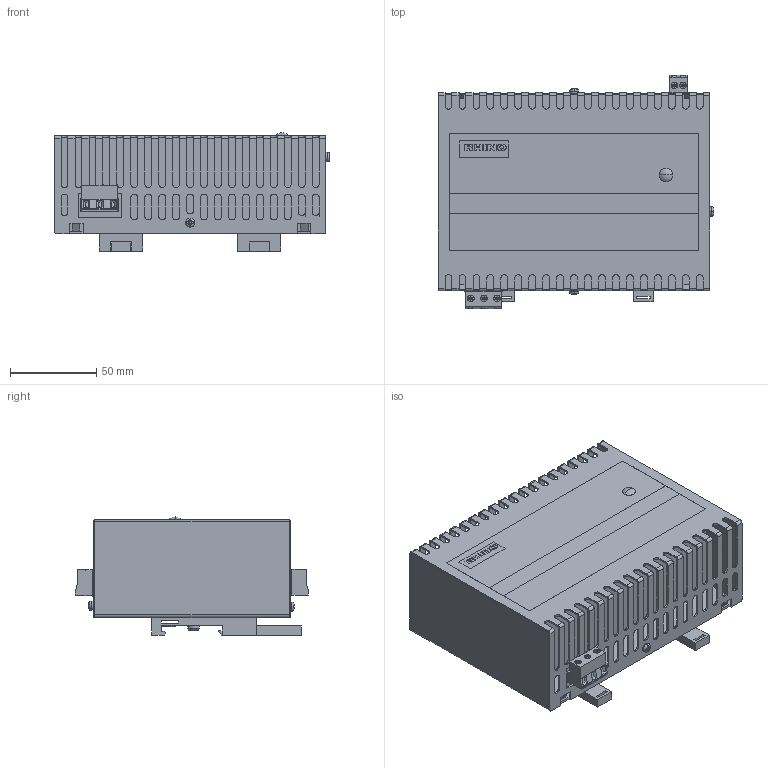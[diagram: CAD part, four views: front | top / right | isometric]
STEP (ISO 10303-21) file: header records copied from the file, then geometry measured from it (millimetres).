
FILE_DESCRIPTION (( 'STEP AP203' ), '1' );
FILE_NAME ('PS24-150D.STEP', '2011-10-11T14:00:19', ( '.adc' ), ( '' ), 'SwSTEP 2.0', 'SolidWorks 2011', '' );
FILE_SCHEMA (( 'CONFIG_CONTROL_DESIGN' ));
Length unit declared in the file: inch
Products named in the file (1): PS24-150D
Bounding box: 159.41 x 135.23 x 68.44 mm (x, y, z)
Volume: 640124.3 mm3; surface area: 119025.8 mm2
Topology: 1 solids, 1 shells, 998 faces, 3066 edges, 2027 vertices
Faces by surface type: plane 618, cylinder 302, cone 44, bspline 21, torus 11, sphere 2
Entity records: 35938 total; most frequent: CARTESIAN_POINT 7777, ORIENTED_EDGE 6132, DIRECTION 5645, EDGE_CURVE 3066, LINE 2223, VECTOR 2223, VERTEX_POINT 2027, AXIS2_PLACEMENT_3D 1711
